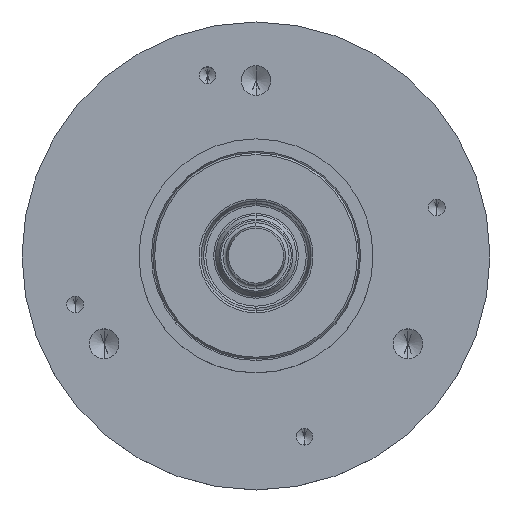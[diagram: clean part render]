
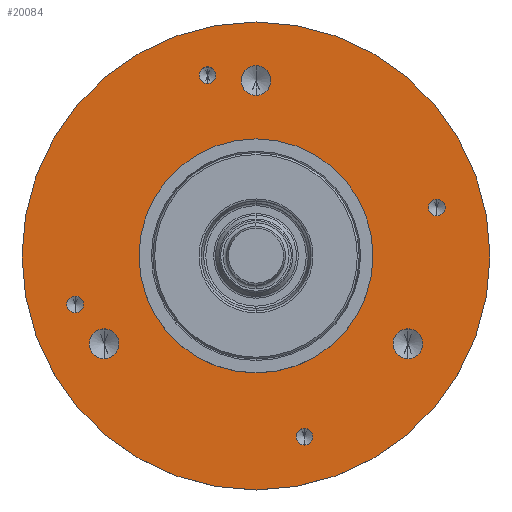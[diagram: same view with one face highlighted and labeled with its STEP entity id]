
A CAD part, top view. The second image highlights one B-rep face of the part: STEP entity #20084.
In plain terms, the highlighted planar face has unit normal (0, 0, 1).
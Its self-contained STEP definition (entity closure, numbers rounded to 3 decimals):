
#11=CARTESIAN_POINT('',(0.,0.,22.5));
#12=DIRECTION('',(0.,0.,-1.));
#13=DIRECTION('',(0.,1.,0.));
#14=AXIS2_PLACEMENT_3D('',#11,#12,#13);
#20=CARTESIAN_POINT('',(0.,0.,22.5));
#21=DIRECTION('',(0.,0.,1.));
#22=DIRECTION('',(0.,1.,0.));
#23=AXIS2_PLACEMENT_3D('',#20,#21,#22);
#29=CARTESIAN_POINT('',(-24.535,-6.574,22.5));
#30=DIRECTION('',(0.,0.,1.));
#31=DIRECTION('',(0.,-1.,0.));
#32=AXIS2_PLACEMENT_3D('',#29,#30,#31);
#34=CARTESIAN_POINT('',(-24.535,-6.574,22.5));
#35=DIRECTION('',(0.,0.,1.));
#36=DIRECTION('',(0.,1.,0.));
#37=AXIS2_PLACEMENT_3D('',#34,#35,#36);
#39=CARTESIAN_POINT('',(-6.574,24.535,22.5));
#40=DIRECTION('',(0.,0.,1.));
#41=DIRECTION('',(0.,-1.,0.));
#42=AXIS2_PLACEMENT_3D('',#39,#40,#41);
#44=CARTESIAN_POINT('',(-6.574,24.535,22.5));
#45=DIRECTION('',(0.,0.,1.));
#46=DIRECTION('',(0.,1.,0.));
#47=AXIS2_PLACEMENT_3D('',#44,#45,#46);
#49=CARTESIAN_POINT('',(24.535,6.574,22.5));
#50=DIRECTION('',(0.,0.,1.));
#51=DIRECTION('',(0.,-1.,0.));
#52=AXIS2_PLACEMENT_3D('',#49,#50,#51);
#54=CARTESIAN_POINT('',(24.535,6.574,22.5));
#55=DIRECTION('',(0.,0.,1.));
#56=DIRECTION('',(0.,1.,0.));
#57=AXIS2_PLACEMENT_3D('',#54,#55,#56);
#59=CARTESIAN_POINT('',(6.574,-24.535,22.5));
#60=DIRECTION('',(0.,0.,1.));
#61=DIRECTION('',(0.,-1.,0.));
#62=AXIS2_PLACEMENT_3D('',#59,#60,#61);
#64=CARTESIAN_POINT('',(6.574,-24.535,22.5));
#65=DIRECTION('',(0.,0.,1.));
#66=DIRECTION('',(0.,1.,0.));
#67=AXIS2_PLACEMENT_3D('',#64,#65,#66);
#69=CARTESIAN_POINT('',(-20.62,-11.905,22.5));
#70=DIRECTION('',(0.,0.,1.));
#71=DIRECTION('',(0.,-1.,0.));
#72=AXIS2_PLACEMENT_3D('',#69,#70,#71);
#74=CARTESIAN_POINT('',(-20.62,-11.905,22.5));
#75=DIRECTION('',(0.,0.,1.));
#76=DIRECTION('',(0.,1.,0.));
#77=AXIS2_PLACEMENT_3D('',#74,#75,#76);
#79=CARTESIAN_POINT('',(0.,23.81,22.5));
#80=DIRECTION('',(0.,0.,1.));
#81=DIRECTION('',(0.,-1.,0.));
#82=AXIS2_PLACEMENT_3D('',#79,#80,#81);
#84=CARTESIAN_POINT('',(0.,23.81,22.5));
#85=DIRECTION('',(0.,0.,1.));
#86=DIRECTION('',(0.,1.,0.));
#87=AXIS2_PLACEMENT_3D('',#84,#85,#86);
#89=CARTESIAN_POINT('',(20.62,-11.905,22.5));
#90=DIRECTION('',(0.,0.,1.));
#91=DIRECTION('',(0.,-1.,0.));
#92=AXIS2_PLACEMENT_3D('',#89,#90,#91);
#94=CARTESIAN_POINT('',(20.62,-11.905,22.5));
#95=DIRECTION('',(0.,0.,1.));
#96=DIRECTION('',(0.,1.,0.));
#97=AXIS2_PLACEMENT_3D('',#94,#95,#96);
#108=CARTESIAN_POINT('',(0.,0.,22.5));
#109=DIRECTION('',(0.,0.,1.));
#110=DIRECTION('',(1.,0.,0.));
#111=AXIS2_PLACEMENT_3D('',#108,#109,#110);
#132=CARTESIAN_POINT('',(0.,0.,22.5));
#133=DIRECTION('',(0.,0.,1.));
#134=DIRECTION('',(-1.,0.,0.));
#135=AXIS2_PLACEMENT_3D('',#132,#133,#134);
#16790=CARTESIAN_POINT('',(0.,15.875,22.5));
#16791=CARTESIAN_POINT('',(0.,-15.875,22.5));
#16792=VERTEX_POINT('',#16790);
#16793=VERTEX_POINT('',#16791);
#16802=CARTESIAN_POINT('',(31.75,0.,22.5));
#16803=CARTESIAN_POINT('',(-31.75,0.,22.5));
#16804=VERTEX_POINT('',#16802);
#16805=VERTEX_POINT('',#16803);
#16816=CARTESIAN_POINT('',(-24.535,-7.704,22.5));
#16817=CARTESIAN_POINT('',(-24.535,-5.444,22.5));
#16818=VERTEX_POINT('',#16816);
#16819=VERTEX_POINT('',#16817);
#16826=CARTESIAN_POINT('',(-6.574,23.404,22.5));
#16827=CARTESIAN_POINT('',(-6.574,25.665,22.5));
#16828=VERTEX_POINT('',#16826);
#16829=VERTEX_POINT('',#16827);
#16836=CARTESIAN_POINT('',(24.535,5.444,22.5));
#16837=CARTESIAN_POINT('',(24.535,7.704,22.5));
#16838=VERTEX_POINT('',#16836);
#16839=VERTEX_POINT('',#16837);
#16846=CARTESIAN_POINT('',(6.574,-25.665,22.5));
#16847=CARTESIAN_POINT('',(6.574,-23.404,22.5));
#16848=VERTEX_POINT('',#16846);
#16849=VERTEX_POINT('',#16847);
#16856=CARTESIAN_POINT('',(-20.62,-13.924,22.5));
#16857=CARTESIAN_POINT('',(-20.62,-9.886,22.5));
#16858=VERTEX_POINT('',#16856);
#16859=VERTEX_POINT('',#16857);
#16866=CARTESIAN_POINT('',(0.,21.791,22.5));
#16867=CARTESIAN_POINT('',(0.,25.829,22.5));
#16868=VERTEX_POINT('',#16866);
#16869=VERTEX_POINT('',#16867);
#16876=CARTESIAN_POINT('',(20.62,-13.924,22.5));
#16877=CARTESIAN_POINT('',(20.62,-9.886,22.5));
#16878=VERTEX_POINT('',#16876);
#16879=VERTEX_POINT('',#16877);
#20027=CARTESIAN_POINT('',(0.,0.,22.5));
#20028=DIRECTION('',(0.,0.,-1.));
#20029=DIRECTION('',(0.,1.,0.));
#20030=AXIS2_PLACEMENT_3D('',#20027,#20028,#20029);
#20031=PLANE('',#20030);
#20033=ORIENTED_EDGE('',*,*,#20032,.F.);
#20035=ORIENTED_EDGE('',*,*,#20034,.F.);
#20036=EDGE_LOOP('',(#20033,#20035));
#20037=FACE_OUTER_BOUND('',#20036,.F.);
#20038=ORIENTED_EDGE('',*,*,#20021,.T.);
#20039=ORIENTED_EDGE('',*,*,#20007,.F.);
#20040=EDGE_LOOP('',(#20038,#20039));
#20041=FACE_BOUND('',#20040,.F.);
#20043=ORIENTED_EDGE('',*,*,#20042,.T.);
#20045=ORIENTED_EDGE('',*,*,#20044,.T.);
#20046=EDGE_LOOP('',(#20043,#20045));
#20047=FACE_BOUND('',#20046,.F.);
#20049=ORIENTED_EDGE('',*,*,#20048,.T.);
#20051=ORIENTED_EDGE('',*,*,#20050,.T.);
#20052=EDGE_LOOP('',(#20049,#20051));
#20053=FACE_BOUND('',#20052,.F.);
#20055=ORIENTED_EDGE('',*,*,#20054,.T.);
#20057=ORIENTED_EDGE('',*,*,#20056,.T.);
#20058=EDGE_LOOP('',(#20055,#20057));
#20059=FACE_BOUND('',#20058,.F.);
#20061=ORIENTED_EDGE('',*,*,#20060,.T.);
#20063=ORIENTED_EDGE('',*,*,#20062,.T.);
#20064=EDGE_LOOP('',(#20061,#20063));
#20065=FACE_BOUND('',#20064,.F.);
#20067=ORIENTED_EDGE('',*,*,#20066,.T.);
#20069=ORIENTED_EDGE('',*,*,#20068,.T.);
#20070=EDGE_LOOP('',(#20067,#20069));
#20071=FACE_BOUND('',#20070,.F.);
#20073=ORIENTED_EDGE('',*,*,#20072,.T.);
#20075=ORIENTED_EDGE('',*,*,#20074,.T.);
#20076=EDGE_LOOP('',(#20073,#20075));
#20077=FACE_BOUND('',#20076,.F.);
#20079=ORIENTED_EDGE('',*,*,#20078,.T.);
#20081=ORIENTED_EDGE('',*,*,#20080,.T.);
#20082=EDGE_LOOP('',(#20079,#20081));
#20083=FACE_BOUND('',#20082,.F.);
#15=CIRCLE('',#14,15.875);
#24=CIRCLE('',#23,15.875);
#33=CIRCLE('',#32,1.13);
#38=CIRCLE('',#37,1.13);
#43=CIRCLE('',#42,1.13);
#48=CIRCLE('',#47,1.13);
#53=CIRCLE('',#52,1.13);
#58=CIRCLE('',#57,1.13);
#63=CIRCLE('',#62,1.13);
#68=CIRCLE('',#67,1.13);
#73=CIRCLE('',#72,2.019);
#78=CIRCLE('',#77,2.019);
#83=CIRCLE('',#82,2.019);
#88=CIRCLE('',#87,2.019);
#93=CIRCLE('',#92,2.019);
#98=CIRCLE('',#97,2.019);
#112=CIRCLE('',#111,31.75);
#136=CIRCLE('',#135,31.75);
#20007=EDGE_CURVE('',#16792,#16793,#15,.T.);
#20021=EDGE_CURVE('',#16792,#16793,#24,.T.);
#20032=EDGE_CURVE('',#16804,#16805,#112,.T.);
#20034=EDGE_CURVE('',#16805,#16804,#136,.T.);
#20042=EDGE_CURVE('',#16818,#16819,#33,.T.);
#20044=EDGE_CURVE('',#16819,#16818,#38,.T.);
#20048=EDGE_CURVE('',#16828,#16829,#43,.T.);
#20050=EDGE_CURVE('',#16829,#16828,#48,.T.);
#20054=EDGE_CURVE('',#16838,#16839,#53,.T.);
#20056=EDGE_CURVE('',#16839,#16838,#58,.T.);
#20060=EDGE_CURVE('',#16848,#16849,#63,.T.);
#20062=EDGE_CURVE('',#16849,#16848,#68,.T.);
#20066=EDGE_CURVE('',#16858,#16859,#73,.T.);
#20068=EDGE_CURVE('',#16859,#16858,#78,.T.);
#20072=EDGE_CURVE('',#16868,#16869,#83,.T.);
#20074=EDGE_CURVE('',#16869,#16868,#88,.T.);
#20078=EDGE_CURVE('',#16878,#16879,#93,.T.);
#20080=EDGE_CURVE('',#16879,#16878,#98,.T.);
#20084=ADVANCED_FACE('',(#20037,#20041,#20047,#20053,#20059,#20065,#20071,
#20077,#20083),#20031,.F.);
